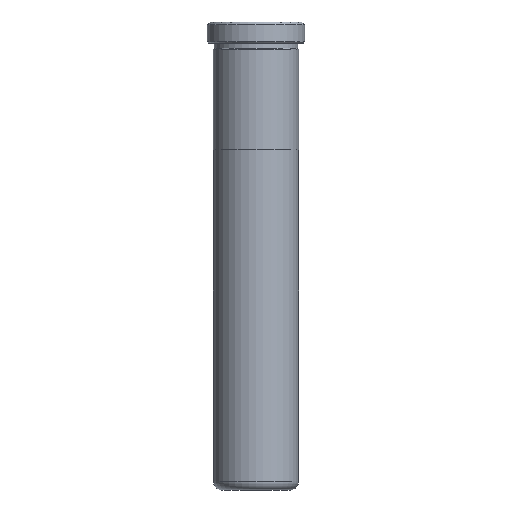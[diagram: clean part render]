
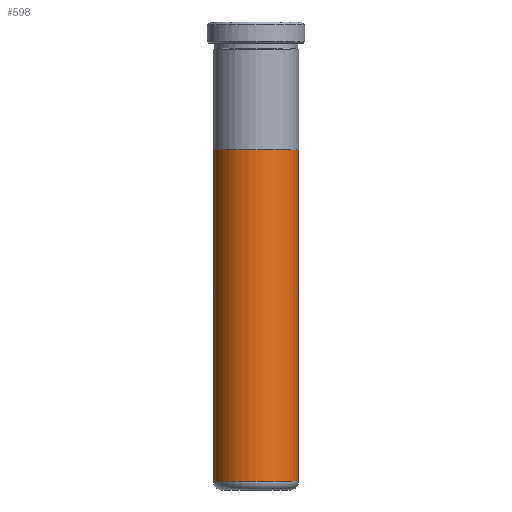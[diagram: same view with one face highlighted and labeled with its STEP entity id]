
A CAD part, front view. The second image highlights one B-rep face of the part: STEP entity #598.
In plain terms, the highlighted cylindrical face has radius 9.995 mm (diameter 19.99 mm), a partial arc.
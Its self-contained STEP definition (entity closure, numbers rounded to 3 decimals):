
#74 = CARTESIAN_POINT ( 'NONE',  ( 9.995, 0., 2. ) ) ;
#137 = LINE ( 'NONE', #704, #717 ) ;
#155 = EDGE_CURVE ( 'NONE', #477, #167, #137, .T. ) ;
#167 = VERTEX_POINT ( 'NONE', #74 ) ;
#210 = DIRECTION ( 'NONE',  ( 0., 0., 1. ) ) ;
#255 = ORIENTED_EDGE ( 'NONE', *, *, #494, .T. ) ;
#379 = ORIENTED_EDGE ( 'NONE', *, *, #155, .F. ) ;
#382 = VECTOR ( 'NONE', #1318, 1000. ) ;
#411 = CARTESIAN_POINT ( 'NONE',  ( -9.995, 0., 2. ) ) ;
#435 = EDGE_CURVE ( 'NONE', #1327, #477, #1420, .T. ) ;
#477 = VERTEX_POINT ( 'NONE', #580 ) ;
#482 = DIRECTION ( 'NONE',  ( 0., 0., -1. ) ) ;
#490 = AXIS2_PLACEMENT_3D ( 'NONE', #1251, #568, #1350 ) ;
#494 = EDGE_CURVE ( 'NONE', #827, #167, #1100, .T. ) ;
#533 = CARTESIAN_POINT ( 'NONE',  ( -9.995, 0., 80. ) ) ;
#545 = AXIS2_PLACEMENT_3D ( 'NONE', #1178, #482, #1486 ) ;
#568 = DIRECTION ( 'NONE',  ( 0., 0., 1. ) ) ;
#580 = CARTESIAN_POINT ( 'NONE',  ( 9.995, 0., 80. ) ) ;
#598 = ADVANCED_FACE ( 'NONE', ( #921 ), #888, .T. ) ;
#653 = CARTESIAN_POINT ( 'NONE',  ( -9.995, 0., 105. ) ) ;
#668 = EDGE_LOOP ( 'NONE', ( #379, #1445, #737, #255 ) ) ;
#704 = CARTESIAN_POINT ( 'NONE',  ( 9.995, 0., 105. ) ) ;
#717 = VECTOR ( 'NONE', #844, 1000. ) ;
#737 = ORIENTED_EDGE ( 'NONE', *, *, #1323, .T. ) ;
#827 = VERTEX_POINT ( 'NONE', #411 ) ;
#844 = DIRECTION ( 'NONE',  ( 0., 0., -1. ) ) ;
#888 = CYLINDRICAL_SURFACE ( 'NONE', #545, 9.995 ) ;
#921 = FACE_OUTER_BOUND ( 'NONE', #668, .T. ) ;
#928 = CARTESIAN_POINT ( 'NONE',  ( 0., 0., 2. ) ) ;
#1034 = AXIS2_PLACEMENT_3D ( 'NONE', #928, #210, #1041 ) ;
#1041 = DIRECTION ( 'NONE',  ( 1., 0., 0. ) ) ;
#1100 = CIRCLE ( 'NONE', #1034, 9.995 ) ;
#1178 = CARTESIAN_POINT ( 'NONE',  ( 0., 0., 105. ) ) ;
#1251 = CARTESIAN_POINT ( 'NONE',  ( 0., 0., 80. ) ) ;
#1318 = DIRECTION ( 'NONE',  ( 0., 0., -1. ) ) ;
#1323 = EDGE_CURVE ( 'NONE', #1327, #827, #1335, .T. ) ;
#1327 = VERTEX_POINT ( 'NONE', #533 ) ;
#1335 = LINE ( 'NONE', #653, #382 ) ;
#1350 = DIRECTION ( 'NONE',  ( 1., 0., 0. ) ) ;
#1420 = CIRCLE ( 'NONE', #490, 9.995 ) ;
#1445 = ORIENTED_EDGE ( 'NONE', *, *, #435, .F. ) ;
#1486 = DIRECTION ( 'NONE',  ( -1., 0., 0. ) ) ;
